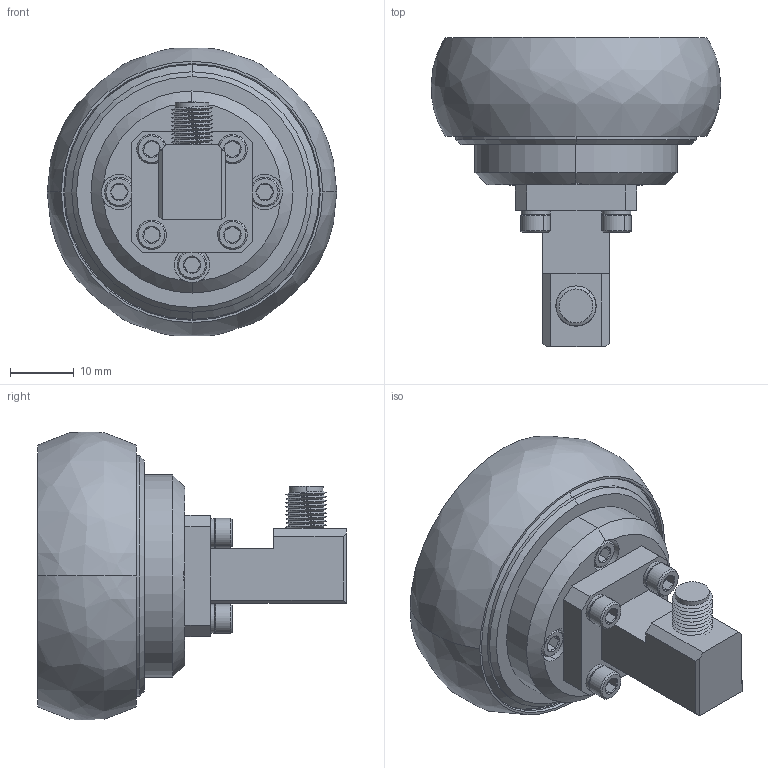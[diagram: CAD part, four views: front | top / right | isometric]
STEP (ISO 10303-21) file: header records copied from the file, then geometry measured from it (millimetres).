
FILE_DESCRIPTION (( 'STEP AP203' ), '1' );
FILE_NAME ('SAO-2734030345-KF-R1.STEP', '2018-07-26T15:40:00', ( '' ), ( '' ), 'SwSTEP 2.0', 'SolidWorks 2016', '' );
FILE_SCHEMA (( 'CONFIG_CONTROL_DESIGN' ));
Length unit declared in the file: inch
Products named in the file (1): SAO-2734030345-KF-R1
Bounding box: 45.5 x 48.54 x 45.2 mm (x, y, z)
Volume: 33601.9 mm3; surface area: 15402.5 mm2
Topology: 21 solids, 21 shells, 792 faces, 2039 edges, 1308 vertices
Faces by surface type: cylinder 505, plane 151, cone 116, bspline 20
Entity records: 35243 total; most frequent: CARTESIAN_POINT 18544, ORIENTED_EDGE 4078, DIRECTION 2916, EDGE_CURVE 2039, VERTEX_POINT 1308, AXIS2_PLACEMENT_3D 1075, EDGE_LOOP 829, FACE_OUTER_BOUND 792
